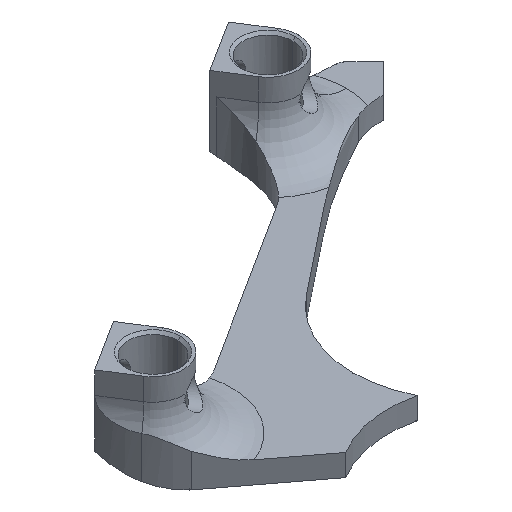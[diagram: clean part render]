
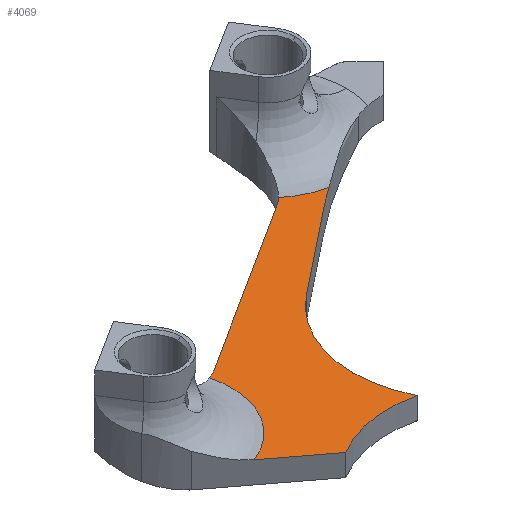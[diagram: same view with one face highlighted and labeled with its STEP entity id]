
A CAD part, isometric view. The second image highlights one B-rep face of the part: STEP entity #4069.
In plain terms, the highlighted planar face has unit normal (0, 0, 1).
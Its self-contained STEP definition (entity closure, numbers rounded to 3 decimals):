
#12 = CARTESIAN_POINT ( 'NONE',  ( 9.545, 35.496, -2.5 ) ) ;
#32 = EDGE_CURVE ( 'NONE', #2096, #3845, #4273, .T. ) ;
#96 = EDGE_LOOP ( 'NONE', ( #1187, #593, #4903, #3401, #911, #4680, #3788, #2228, #2045, #4504, #4010 ) ) ;
#131 = CIRCLE ( 'NONE', #1119, 22.693 ) ;
#136 = CIRCLE ( 'NONE', #3485, 15.525 ) ;
#150 = DIRECTION ( 'NONE',  ( 0., 0., 1. ) ) ;
#203 = AXIS2_PLACEMENT_3D ( 'NONE', #1610, #3710, #3290 ) ;
#256 = CARTESIAN_POINT ( 'NONE',  ( 30.384, 71.407, -2.5 ) ) ;
#312 = DIRECTION ( 'NONE',  ( -0.843, -0.537, 0. ) ) ;
#401 = CARTESIAN_POINT ( 'NONE',  ( 32.14, 72.796, -2.5 ) ) ;
#593 = ORIENTED_EDGE ( 'NONE', *, *, #2628, .T. ) ;
#652 = DIRECTION ( 'NONE',  ( 0.797, -0.603, 0. ) ) ;
#716 = DIRECTION ( 'NONE',  ( 0., 0., -1. ) ) ;
#756 = DIRECTION ( 'NONE',  ( 0., 0., -1. ) ) ;
#890 = DIRECTION ( 'NONE',  ( 0., 0., -1. ) ) ;
#911 = ORIENTED_EDGE ( 'NONE', *, *, #2156, .F. ) ;
#999 = FACE_OUTER_BOUND ( 'NONE', #96, .T. ) ;
#1034 = AXIS2_PLACEMENT_3D ( 'NONE', #1183, #756, #2774 ) ;
#1077 = CARTESIAN_POINT ( 'NONE',  ( 42.035, 84.758, -2.5 ) ) ;
#1119 = AXIS2_PLACEMENT_3D ( 'NONE', #3706, #1386, #4059 ) ;
#1126 = AXIS2_PLACEMENT_3D ( 'NONE', #1077, #2586, #312 ) ;
#1131 = EDGE_CURVE ( 'NONE', #4434, #1462, #3161, .T. ) ;
#1183 = CARTESIAN_POINT ( 'NONE',  ( 6.833, 3.632, -2.5 ) ) ;
#1187 = ORIENTED_EDGE ( 'NONE', *, *, #2475, .T. ) ;
#1250 = DIRECTION ( 'NONE',  ( 0.843, 0.537, 0. ) ) ;
#1264 = DIRECTION ( 'NONE',  ( -0.783, -0.622, 0. ) ) ;
#1353 = DIRECTION ( 'NONE',  ( 0., 0., -1. ) ) ;
#1360 = CIRCLE ( 'NONE', #4368, 22.693 ) ;
#1369 = EDGE_CURVE ( 'NONE', #2488, #2071, #131, .T. ) ;
#1386 = DIRECTION ( 'NONE',  ( 0., 0., -1. ) ) ;
#1433 = VECTOR ( 'NONE', #1264, 1000. ) ;
#1462 = VERTEX_POINT ( 'NONE', #4942 ) ;
#1610 = CARTESIAN_POINT ( 'NONE',  ( 24.474, 80.685, -2.5 ) ) ;
#1637 = CARTESIAN_POINT ( 'NONE',  ( -20.544, 44.891, -2.5 ) ) ;
#1770 = AXIS2_PLACEMENT_3D ( 'NONE', #4572, #150, #4321 ) ;
#1911 = DIRECTION ( 'NONE',  ( 0.843, 0.537, 0. ) ) ;
#2041 = CARTESIAN_POINT ( 'NONE',  ( 32.238, 35.496, -2.5 ) ) ;
#2045 = ORIENTED_EDGE ( 'NONE', *, *, #2068, .F. ) ;
#2068 = EDGE_CURVE ( 'NONE', #1462, #3845, #4236, .T. ) ;
#2071 = VERTEX_POINT ( 'NONE', #12 ) ;
#2096 = VERTEX_POINT ( 'NONE', #401 ) ;
#2156 = EDGE_CURVE ( 'NONE', #5020, #2711, #3185, .T. ) ;
#2179 = CARTESIAN_POINT ( 'NONE',  ( -114132.705, 86365.97, -2.5 ) ) ;
#2228 = ORIENTED_EDGE ( 'NONE', *, *, #32, .T. ) ;
#2345 = CARTESIAN_POINT ( 'NONE',  ( -416627.124, -265368.7, -2.5 ) ) ;
#2450 = DIRECTION ( 'NONE',  ( -1., 0., 0. ) ) ;
#2475 = EDGE_CURVE ( 'NONE', #4244, #3925, #4175, .T. ) ;
#2488 = VERTEX_POINT ( 'NONE', #3725 ) ;
#2504 = VECTOR ( 'NONE', #1911, 1000. ) ;
#2559 = DIRECTION ( 'NONE',  ( -1., 0., 0. ) ) ;
#2585 = CIRCLE ( 'NONE', #1034, 22.225 ) ;
#2586 = DIRECTION ( 'NONE',  ( 0., 0., 1. ) ) ;
#2628 = EDGE_CURVE ( 'NONE', #3925, #2488, #2585, .T. ) ;
#2711 = VERTEX_POINT ( 'NONE', #4350 ) ;
#2764 = CIRCLE ( 'NONE', #1126, 15.525 ) ;
#2774 = DIRECTION ( 'NONE',  ( -1., 0., 0. ) ) ;
#2878 = EDGE_CURVE ( 'NONE', #4434, #4244, #136, .T. ) ;
#2995 = AXIS2_PLACEMENT_3D ( 'NONE', #4467, #716, #3011 ) ;
#3011 = DIRECTION ( 'NONE',  ( -1., 0., 0. ) ) ;
#3068 = EDGE_CURVE ( 'NONE', #5020, #3631, #4606, .T. ) ;
#3079 = VECTOR ( 'NONE', #652, 1000. ) ;
#3161 = CIRCLE ( 'NONE', #1770, 11. ) ;
#3185 = LINE ( 'NONE', #4385, #1433 ) ;
#3194 = DIRECTION ( 'NONE',  ( 0., 0., -1. ) ) ;
#3290 = DIRECTION ( 'NONE',  ( -1., 0., 0. ) ) ;
#3401 = ORIENTED_EDGE ( 'NONE', *, *, #4498, .T. ) ;
#3485 = AXIS2_PLACEMENT_3D ( 'NONE', #1637, #3194, #1250 ) ;
#3631 = VERTEX_POINT ( 'NONE', #3954 ) ;
#3706 = CARTESIAN_POINT ( 'NONE',  ( 32.238, 35.496, -2.5 ) ) ;
#3710 = DIRECTION ( 'NONE',  ( 0., 0., -1. ) ) ;
#3722 = AXIS2_PLACEMENT_3D ( 'NONE', #4551, #1353, #2559 ) ;
#3725 = CARTESIAN_POINT ( 'NONE',  ( 11.99, 25.251, -2.5 ) ) ;
#3788 = ORIENTED_EDGE ( 'NONE', *, *, #3801, .F. ) ;
#3801 = EDGE_CURVE ( 'NONE', #2096, #3631, #2764, .T. ) ;
#3845 = VERTEX_POINT ( 'NONE', #256 ) ;
#3915 = CARTESIAN_POINT ( 'NONE',  ( -5.52, 48.803, -2.5 ) ) ;
#3925 = VERTEX_POINT ( 'NONE', #4095 ) ;
#3954 = CARTESIAN_POINT ( 'NONE',  ( 38.869, 69.56, -2.5 ) ) ;
#4010 = ORIENTED_EDGE ( 'NONE', *, *, #2878, .T. ) ;
#4059 = DIRECTION ( 'NONE',  ( -1., 0., 0. ) ) ;
#4069 = ADVANCED_FACE ( 'NONE', ( #999 ), #4121, .F. ) ;
#4095 = CARTESIAN_POINT ( 'NONE',  ( -4.809, 22.565, -2.5 ) ) ;
#4121 = PLANE ( 'NONE',  #3722 ) ;
#4175 = LINE ( 'NONE', #2179, #3079 ) ;
#4215 = CARTESIAN_POINT ( 'NONE',  ( -15.101, 30.351, -2.5 ) ) ;
#4236 = LINE ( 'NONE', #2345, #2504 ) ;
#4244 = VERTEX_POINT ( 'NONE', #4215 ) ;
#4273 = CIRCLE ( 'NONE', #203, 11. ) ;
#4321 = DIRECTION ( 'NONE',  ( 1., 0., 0. ) ) ;
#4350 = CARTESIAN_POINT ( 'NONE',  ( 18.114, 53.258, -2.5 ) ) ;
#4368 = AXIS2_PLACEMENT_3D ( 'NONE', #2041, #890, #2450 ) ;
#4385 = CARTESIAN_POINT ( 'NONE',  ( -387056.186, -307747.95, -2.5 ) ) ;
#4434 = VERTEX_POINT ( 'NONE', #3915 ) ;
#4467 = CARTESIAN_POINT ( 'NONE',  ( 108.621, -28.086, -2.5 ) ) ;
#4498 = EDGE_CURVE ( 'NONE', #2071, #2711, #1360, .T. ) ;
#4504 = ORIENTED_EDGE ( 'NONE', *, *, #1131, .F. ) ;
#4551 = CARTESIAN_POINT ( 'NONE',  ( -5.194, 54.669, -2.5 ) ) ;
#4572 = CARTESIAN_POINT ( 'NONE',  ( -9.43, 59.085, -2.5 ) ) ;
#4606 = CIRCLE ( 'NONE', #2995, 120. ) ;
#4680 = ORIENTED_EDGE ( 'NONE', *, *, #3068, .T. ) ;
#4903 = ORIENTED_EDGE ( 'NONE', *, *, #1369, .T. ) ;
#4942 = CARTESIAN_POINT ( 'NONE',  ( -3.52, 49.808, -2.5 ) ) ;
#5020 = VERTEX_POINT ( 'NONE', #5026 ) ;
#5026 = CARTESIAN_POINT ( 'NONE',  ( 33.933, 65.837, -2.5 ) ) ;
